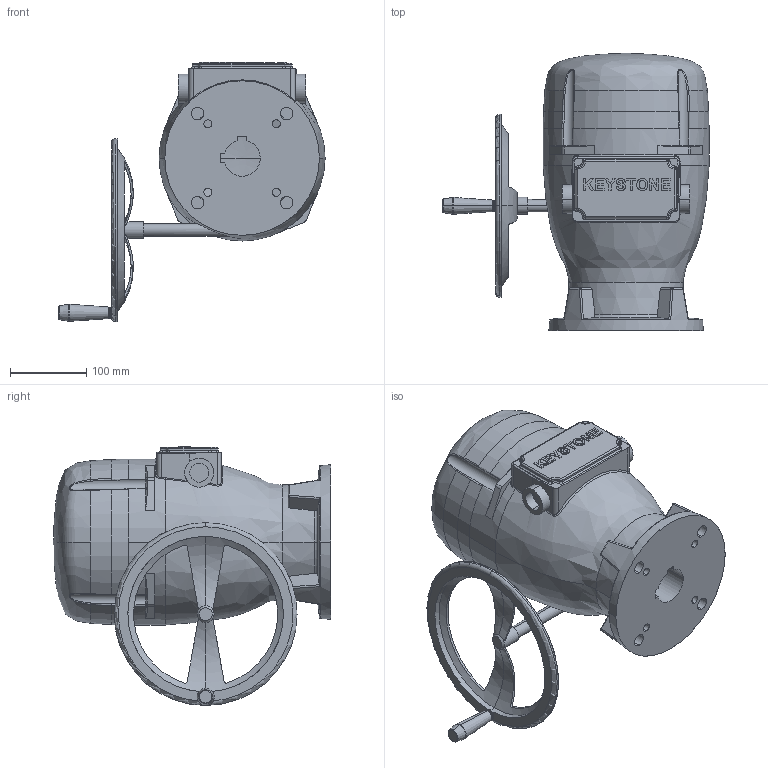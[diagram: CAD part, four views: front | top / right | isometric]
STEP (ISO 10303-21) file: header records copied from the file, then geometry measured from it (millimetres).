
FILE_DESCRIPTION (( 'STEP AP203' ), '1' );
FILE_NAME ('EPI 091.STEP', '2012-08-31T13:26:11', ( 'Tyco' ), ( 'Tyco' ), 'SwSTEP 2.0', 'SolidWorks 2012', '' );
FILE_SCHEMA (( 'CONFIG_CONTROL_DESIGN' ));
Length unit declared in the file: millimetre
Products named in the file (1): EPI 091
Bounding box: 349.5 x 363.98 x 340.11 mm (x, y, z)
Surface area: 425856.9 mm2 (no closed solid volume)
Topology: 0 solids, 2 shells, 405 faces, 1115 edges, 706 vertices
Faces by surface type: plane 122, cylinder 101, torus 80, bspline 73, cone 29
Entity records: 17806 total; most frequent: CARTESIAN_POINT 8021, ORIENTED_EDGE 2131, DIRECTION 1893, EDGE_CURVE 1113, AXIS2_PLACEMENT_3D 734, VERTEX_POINT 706, EDGE_LOOP 430, LINE 425
